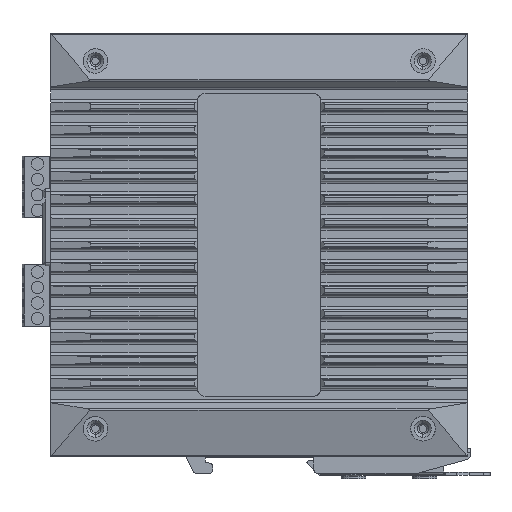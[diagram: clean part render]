
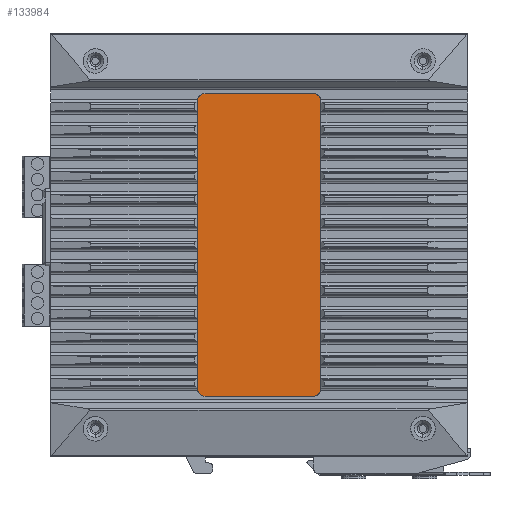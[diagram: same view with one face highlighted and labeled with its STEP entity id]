
A CAD part, front view. The second image highlights one B-rep face of the part: STEP entity #133984.
In plain terms, the highlighted planar face has unit normal (0, -1, 0).
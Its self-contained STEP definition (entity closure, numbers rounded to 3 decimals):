
#42885=DIRECTION('',(0.,0.,1.));
#42886=VECTOR('',#42885,93.);
#42887=CARTESIAN_POINT('',(-20.5,-3.6,-46.5));
#42888=LINE('',#42887,#42886);
#43171=DIRECTION('',(0.,0.,1.));
#43172=VECTOR('',#43171,93.);
#43173=CARTESIAN_POINT('',(19.5,-3.6,-46.5));
#43174=LINE('',#43173,#43172);
#43175=CARTESIAN_POINT('',(17.,-3.6,-46.5));
#43176=DIRECTION('',(0.,-1.,0.));
#43177=DIRECTION('',(0.,0.,-1.));
#43178=AXIS2_PLACEMENT_3D('',#43175,#43176,#43177);
#43180=DIRECTION('',(1.,0.,0.));
#43181=VECTOR('',#43180,35.);
#43182=CARTESIAN_POINT('',(-18.,-3.6,-49.));
#43183=LINE('',#43182,#43181);
#43184=CARTESIAN_POINT('',(-18.,-3.6,-46.5));
#43185=DIRECTION('',(0.,-1.,0.));
#43186=DIRECTION('',(-1.,0.,0.));
#43187=AXIS2_PLACEMENT_3D('',#43184,#43185,#43186);
#43189=CARTESIAN_POINT('',(-18.,-3.6,46.5));
#43190=DIRECTION('',(0.,-1.,0.));
#43191=DIRECTION('',(0.,0.,1.));
#43192=AXIS2_PLACEMENT_3D('',#43189,#43190,#43191);
#43194=DIRECTION('',(-1.,0.,0.));
#43195=VECTOR('',#43194,35.);
#43196=CARTESIAN_POINT('',(17.,-3.6,49.));
#43197=LINE('',#43196,#43195);
#43198=CARTESIAN_POINT('',(17.,-3.6,46.5));
#43199=DIRECTION('',(0.,-1.,0.));
#43200=DIRECTION('',(1.,0.,0.));
#43201=AXIS2_PLACEMENT_3D('',#43198,#43199,#43200);
#67755=CARTESIAN_POINT('',(-18.,-3.6,-49.));
#67756=VERTEX_POINT('',#67755);
#67802=CARTESIAN_POINT('',(-20.5,-3.6,-46.5));
#67803=CARTESIAN_POINT('',(-20.5,-3.6,46.5));
#67804=VERTEX_POINT('',#67802);
#67805=VERTEX_POINT('',#67803);
#67844=CARTESIAN_POINT('',(17.,-3.6,-49.));
#67845=VERTEX_POINT('',#67844);
#68015=CARTESIAN_POINT('',(-18.,-3.6,49.));
#68016=VERTEX_POINT('',#68015);
#68063=CARTESIAN_POINT('',(19.5,-3.6,-46.5));
#68064=VERTEX_POINT('',#68063);
#68139=CARTESIAN_POINT('',(17.,-3.6,49.));
#68140=VERTEX_POINT('',#68139);
#68141=CARTESIAN_POINT('',(19.5,-3.6,46.5));
#68142=VERTEX_POINT('',#68141);
#133962=CARTESIAN_POINT('',(67.,-3.6,-45.));
#133963=DIRECTION('',(0.,-1.,0.));
#133964=DIRECTION('',(0.,0.,-1.));
#133965=AXIS2_PLACEMENT_3D('',#133962,#133963,#133964);
#133966=PLANE('',#133965);
#133968=ORIENTED_EDGE('',*,*,#133967,.F.);
#133970=ORIENTED_EDGE('',*,*,#133969,.F.);
#133972=ORIENTED_EDGE('',*,*,#133971,.F.);
#133974=ORIENTED_EDGE('',*,*,#133973,.F.);
#133975=ORIENTED_EDGE('',*,*,#133802,.T.);
#133977=ORIENTED_EDGE('',*,*,#133976,.F.);
#133979=ORIENTED_EDGE('',*,*,#133978,.F.);
#133981=ORIENTED_EDGE('',*,*,#133980,.F.);
#133982=EDGE_LOOP('',(#133968,#133970,#133972,#133974,#133975,#133977,#133979,
#133981));
#133983=FACE_OUTER_BOUND('',#133982,.F.);
#43179=CIRCLE('',#43178,2.5);
#43188=CIRCLE('',#43187,2.5);
#43193=CIRCLE('',#43192,2.5);
#43202=CIRCLE('',#43201,2.5);
#133802=EDGE_CURVE('',#67804,#67805,#42888,.T.);
#133967=EDGE_CURVE('',#68064,#68142,#43174,.T.);
#133969=EDGE_CURVE('',#67845,#68064,#43179,.T.);
#133971=EDGE_CURVE('',#67756,#67845,#43183,.T.);
#133973=EDGE_CURVE('',#67804,#67756,#43188,.T.);
#133976=EDGE_CURVE('',#68016,#67805,#43193,.T.);
#133978=EDGE_CURVE('',#68140,#68016,#43197,.T.);
#133980=EDGE_CURVE('',#68142,#68140,#43202,.T.);
#133984=ADVANCED_FACE('',(#133983),#133966,.T.);
